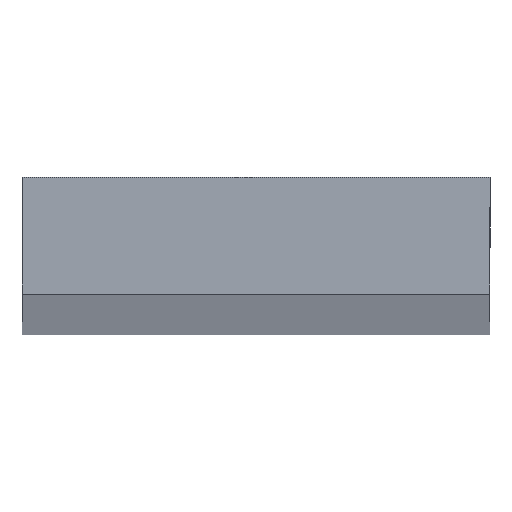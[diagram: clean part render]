
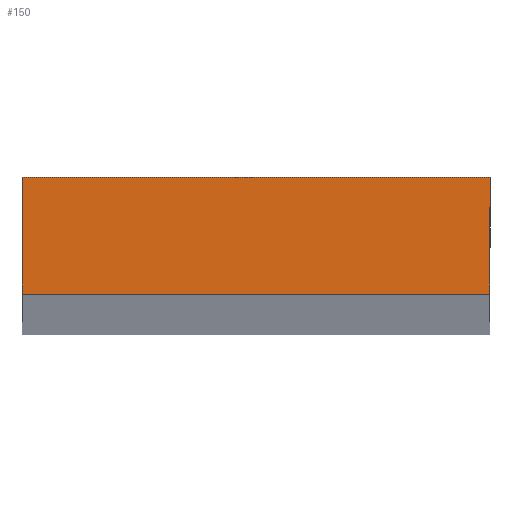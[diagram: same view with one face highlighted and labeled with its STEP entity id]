
A CAD part, top view. The second image highlights one B-rep face of the part: STEP entity #150.
In plain terms, the highlighted planar face has unit normal (0, 0, 1).
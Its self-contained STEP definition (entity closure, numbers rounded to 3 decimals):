
#15 = VECTOR ( 'NONE', #99, 1000. ) ;
#20 = FACE_OUTER_BOUND ( 'NONE', #137, .T. ) ;
#30 = AXIS2_PLACEMENT_3D ( 'NONE', #219, #217, #205 ) ;
#42 = VECTOR ( 'NONE', #103, 1000. ) ;
#44 = EDGE_CURVE ( 'NONE', #126, #128, #121, .T. ) ;
#68 = ORIENTED_EDGE ( 'NONE', *, *, #141, .T. ) ;
#70 = ORIENTED_EDGE ( 'NONE', *, *, #44, .T. ) ;
#71 = ORIENTED_EDGE ( 'NONE', *, *, #79, .T. ) ;
#72 = ORIENTED_EDGE ( 'NONE', *, *, #140, .T. ) ;
#79 = EDGE_CURVE ( 'NONE', #128, #129, #122, .T. ) ;
#99 = DIRECTION ( 'NONE',  ( -1., 0., 0. ) ) ;
#100 = CARTESIAN_POINT ( 'NONE',  ( -10., 2.5, 500. ) ) ;
#101 = LINE ( 'NONE', #100, #15 ) ;
#103 = DIRECTION ( 'NONE',  ( 0., 1., 0. ) ) ;
#104 = CARTESIAN_POINT ( 'NONE',  ( 10., 2.5, 500. ) ) ;
#105 = LINE ( 'NONE', #104, #42 ) ;
#109 = CARTESIAN_POINT ( 'NONE',  ( 10., -2.5, 500. ) ) ;
#110 = CARTESIAN_POINT ( 'NONE',  ( -10., -2.5, 500. ) ) ;
#112 = CARTESIAN_POINT ( 'NONE',  ( -10., 2.5, 500. ) ) ;
#113 = CARTESIAN_POINT ( 'NONE',  ( 10., 2.5, 500. ) ) ;
#114 = DIRECTION ( 'NONE',  ( 1., 0., 0. ) ) ;
#115 = CARTESIAN_POINT ( 'NONE',  ( -10., -2.5, 500. ) ) ;
#119 = DIRECTION ( 'NONE',  ( 0., -1., 0. ) ) ;
#120 = CARTESIAN_POINT ( 'NONE',  ( -10., 2.5, 500. ) ) ;
#121 = LINE ( 'NONE', #120, #198 ) ;
#122 = LINE ( 'NONE', #115, #197 ) ;
#126 = VERTEX_POINT ( 'NONE', #112 ) ;
#128 = VERTEX_POINT ( 'NONE', #110 ) ;
#129 = VERTEX_POINT ( 'NONE', #109 ) ;
#132 = VERTEX_POINT ( 'NONE', #113 ) ;
#137 = EDGE_LOOP ( 'NONE', ( #70, #71, #72, #68 ) ) ;
#140 = EDGE_CURVE ( 'NONE', #129, #132, #105, .T. ) ;
#141 = EDGE_CURVE ( 'NONE', #132, #126, #101, .T. ) ;
#150 = ADVANCED_FACE ( 'NONE', ( #20 ), #220, .T. ) ;
#197 = VECTOR ( 'NONE', #114, 1000. ) ;
#198 = VECTOR ( 'NONE', #119, 1000. ) ;
#205 = DIRECTION ( 'NONE',  ( 1., 0., 0. ) ) ;
#217 = DIRECTION ( 'NONE',  ( 0., 0., 1. ) ) ;
#219 = CARTESIAN_POINT ( 'NONE',  ( 0., 0., 500. ) ) ;
#220 = PLANE ( 'NONE',  #30 ) ;
